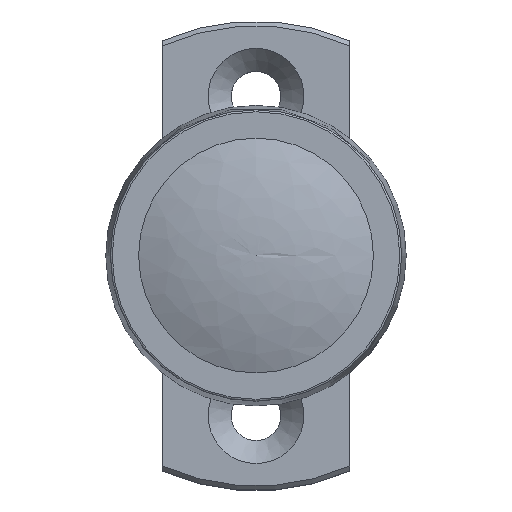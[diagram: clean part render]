
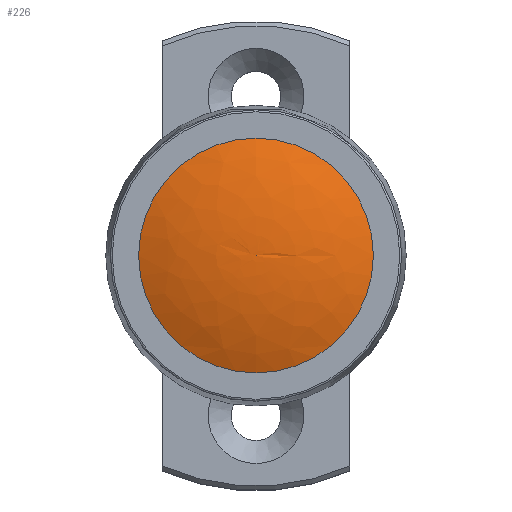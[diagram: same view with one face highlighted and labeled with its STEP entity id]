
A CAD part, top view. The second image highlights one B-rep face of the part: STEP entity #226.
In plain terms, the highlighted free-form (B-spline) face has degree [3, 3] with [4, 7] control points.
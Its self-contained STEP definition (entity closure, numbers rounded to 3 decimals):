
#226 = ADVANCED_FACE( '', ( #509, #510 ), #511, .T. );
#509 = FACE_BOUND( '', #816, .T. );
#510 = FACE_OUTER_BOUND( '', #817, .T. );
#511 = ( BOUNDED_SURFACE(  )B_SPLINE_SURFACE( 3, 3, ( ( #820, #821, #822, #823, #824, #825, #826 ), ( #827, #828, #829, #830, #831, #832, #833 ), ( #834, #835, #836, #837, #838, #839, #840 ), ( #841, #842, #843, #844, #845, #846, #847 ) ), .UNSPECIFIED., .F., .T., .F. )B_SPLINE_SURFACE_WITH_KNOTS( ( 4, 4 ), ( 4, 3, 4 ), ( 0., 6.283 ), ( 1.175, 1.389, 1.602 ), .UNSPECIFIED. )GEOMETRIC_REPRESENTATION_ITEM(  )RATIONAL_B_SPLINE_SURFACE( ( ( 1., 0.333, 0.333, 1., 0.333, 0.333, 1. ), ( 0.985, 0.328, 0.328, 0.985, 0.328, 0.328, 0.985 ), ( 0.985, 0.328, 0.328, 0.985, 0.328, 0.328, 0.985 ), ( 1., 0.333, 0.333, 1., 0.333, 0.333, 1. ) ) )REPRESENTATION_ITEM( '' )SURFACE(  ) );
#816 = VERTEX_LOOP( '', #1343 );
#817 = EDGE_LOOP( '', ( #1344 ) );
#820 = CARTESIAN_POINT( '', ( 0., 0., 27.6 ) );
#821 = CARTESIAN_POINT( '', ( 0., 0., 27.6 ) );
#822 = CARTESIAN_POINT( '', ( 0., 0., 27.6 ) );
#823 = CARTESIAN_POINT( '', ( 0., 0., 27.6 ) );
#824 = CARTESIAN_POINT( '', ( 0., 0., 27.6 ) );
#825 = CARTESIAN_POINT( '', ( 0., 0., 27.6 ) );
#826 = CARTESIAN_POINT( '', ( 0., 0., 27.6 ) );
#827 = CARTESIAN_POINT( '', ( 4.3, 0., 27.735 ) );
#828 = CARTESIAN_POINT( '', ( 4.3, 8.599, 27.735 ) );
#829 = CARTESIAN_POINT( '', ( -4.3, 8.599, 27.735 ) );
#830 = CARTESIAN_POINT( '', ( -4.3, 0., 27.735 ) );
#831 = CARTESIAN_POINT( '', ( -4.3, -8.599, 27.735 ) );
#832 = CARTESIAN_POINT( '', ( 4.3, -8.599, 27.735 ) );
#833 = CARTESIAN_POINT( '', ( 4.3, 0., 27.735 ) );
#834 = CARTESIAN_POINT( '', ( 8.53, 0., 26.957 ) );
#835 = CARTESIAN_POINT( '', ( 8.53, 17.06, 26.957 ) );
#836 = CARTESIAN_POINT( '', ( -8.53, 17.06, 26.957 ) );
#837 = CARTESIAN_POINT( '', ( -8.53, 0., 26.957 ) );
#838 = CARTESIAN_POINT( '', ( -8.53, -17.06, 26.957 ) );
#839 = CARTESIAN_POINT( '', ( 8.53, -17.06, 26.957 ) );
#840 = CARTESIAN_POINT( '', ( 8.53, 0., 26.957 ) );
#841 = CARTESIAN_POINT( '', ( 12.5, 0., 25.3 ) );
#842 = CARTESIAN_POINT( '', ( 12.5, 25., 25.3 ) );
#843 = CARTESIAN_POINT( '', ( -12.5, 25., 25.3 ) );
#844 = CARTESIAN_POINT( '', ( -12.5, 0., 25.3 ) );
#845 = CARTESIAN_POINT( '', ( -12.5, -25., 25.3 ) );
#846 = CARTESIAN_POINT( '', ( 12.5, -25., 25.3 ) );
#847 = CARTESIAN_POINT( '', ( 12.5, 0., 25.3 ) );
#1343 = VERTEX_POINT( '', #1629 );
#1344 = ORIENTED_EDGE( '', *, *, #1612, .T. );
#1612 = EDGE_CURVE( '', #1896, #1896, #1897, .T. );
#1629 = CARTESIAN_POINT( '', ( 0., 0., 27.6 ) );
#1896 = VERTEX_POINT( '', #2242 );
#1897 = CIRCLE( '', #2243, 12.5 );
#2242 = CARTESIAN_POINT( '', ( 12.5, 0., 25.3 ) );
#2243 = AXIS2_PLACEMENT_3D( '', #2535, #2536, #2537 );
#2535 = CARTESIAN_POINT( '', ( 0., 0., 25.3 ) );
#2536 = DIRECTION( '', ( 0., 0., 1. ) );
#2537 = DIRECTION( '', ( 1., 0., 0. ) );
